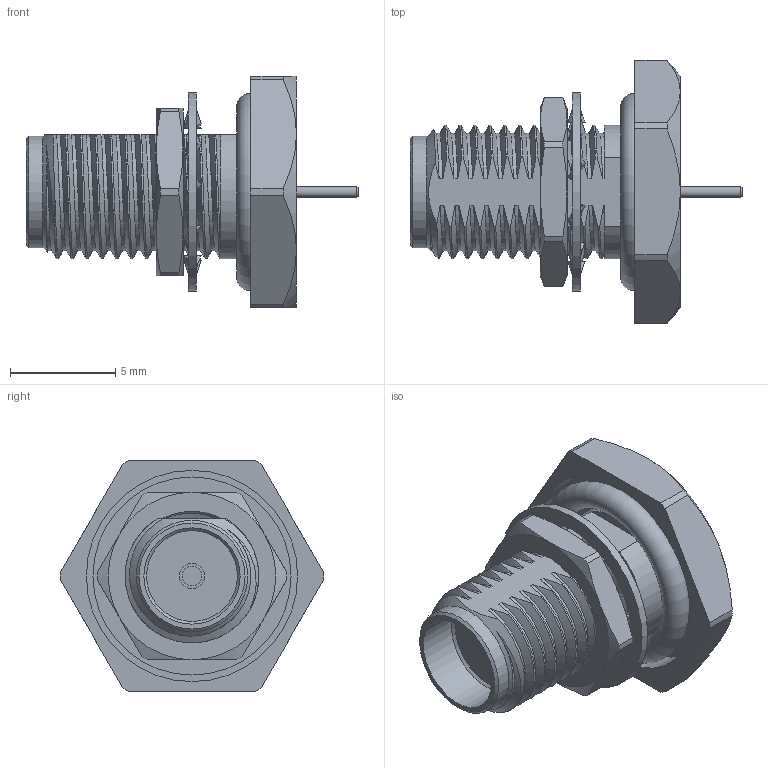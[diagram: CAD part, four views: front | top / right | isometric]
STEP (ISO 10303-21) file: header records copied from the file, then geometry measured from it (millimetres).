
FILE_DESCRIPTION (( 'STEP AP203' ), '1' );
FILE_NAME ('LCCN3203_3D.step', '2022-05-02T16:10:40', ( '' ), ( '' ), 'SwSTEP 2.0', 'SolidWorks 2021', '' );
FILE_SCHEMA (( 'CONFIG_CONTROL_DESIGN' ));
Length unit declared in the file: inch
Products named in the file (1): LCCN3203_3D
Bounding box: 15.76 x 12.51 x 11 mm (x, y, z)
Volume: 495.2 mm3; surface area: 966.7 mm2
Topology: 4 solids, 4 shells, 190 faces, 549 edges, 372 vertices
Faces by surface type: bspline 81, cylinder 43, plane 41, cone 24, torus 1
Full cylindrical faces by diameter (mm): 0.508 x1, 0.94 x1, 1.194 x1, 4.445 x1, 4.572 x1, 5.29 x1, 6.35 x1, 9.398 x1, 10.026 x1
Entity records: 20110 total; most frequent: CARTESIAN_POINT 15981, ORIENTED_EDGE 1062, DIRECTION 541, EDGE_CURVE 531, VERTEX_POINT 368, B_SPLINE_CURVE_WITH_KNOTS 245, AXIS2_PLACEMENT_3D 222, EDGE_LOOP 213
